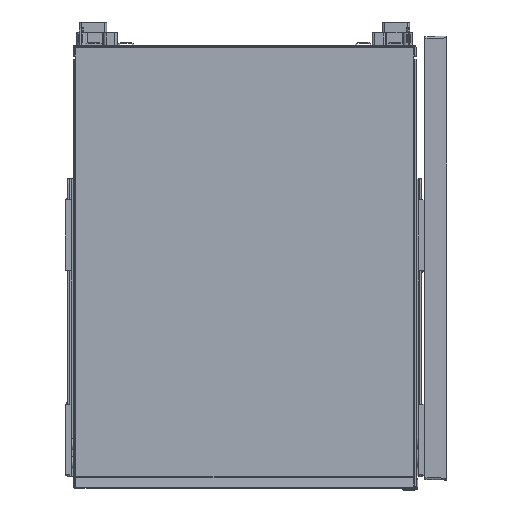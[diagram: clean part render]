
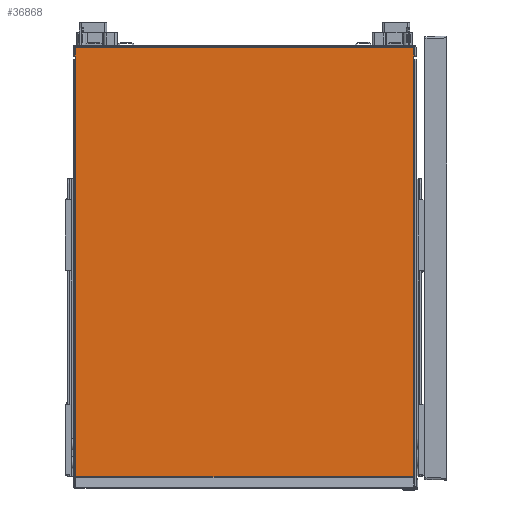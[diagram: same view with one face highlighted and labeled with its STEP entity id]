
A CAD part, top view. The second image highlights one B-rep face of the part: STEP entity #36868.
In plain terms, the highlighted planar face has unit normal (0, 0, 1).
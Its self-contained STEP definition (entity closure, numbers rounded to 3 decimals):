
#1149=PLANE('',#39379);
#2761=FACE_OUTER_BOUND('',#4843,.T.);
#4843=EDGE_LOOP('',(#27967,#27968,#27969,#27970,#27971,#27972,#27973,#27974,
#27975,#27976,#27977,#27978,#27979,#27980));
#6720=LINE('',#52521,#11056);
#6742=LINE('',#52568,#11078);
#7876=LINE('',#57364,#12212);
#7879=LINE('',#57370,#12215);
#7880=LINE('',#57373,#12216);
#7882=LINE('',#57377,#12218);
#7886=LINE('',#57389,#12222);
#7887=LINE('',#57391,#12223);
#7888=LINE('',#57393,#12224);
#7889=LINE('',#57394,#12225);
#7890=LINE('',#57396,#12226);
#7891=LINE('',#57397,#12227);
#11056=VECTOR('',#42167,10.);
#11078=VECTOR('',#42199,10.);
#12212=VECTOR('',#44371,10.);
#12215=VECTOR('',#44376,10.);
#12216=VECTOR('',#44379,10.);
#12218=VECTOR('',#44383,10.);
#12222=VECTOR('',#44403,10.);
#12223=VECTOR('',#44406,10.);
#12224=VECTOR('',#44407,10.);
#12225=VECTOR('',#44408,10.);
#12226=VECTOR('',#44409,10.);
#12227=VECTOR('',#44410,10.);
#15329=CIRCLE('',#38841,1.);
#15332=CIRCLE('',#38847,1.);
#16354=VERTEX_POINT('',#52508);
#16355=VERTEX_POINT('',#52509);
#16359=VERTEX_POINT('',#52519);
#16377=VERTEX_POINT('',#52560);
#16378=VERTEX_POINT('',#52561);
#16379=VERTEX_POINT('',#52566);
#17255=VERTEX_POINT('',#57360);
#17256=VERTEX_POINT('',#57362);
#17257=VERTEX_POINT('',#57366);
#17258=VERTEX_POINT('',#57368);
#17259=VERTEX_POINT('',#57372);
#17260=VERTEX_POINT('',#57376);
#17261=VERTEX_POINT('',#57392);
#17262=VERTEX_POINT('',#57395);
#19924=EDGE_CURVE('',#16354,#16355,#15329,.T.);
#19930=EDGE_CURVE('',#16359,#16354,#6720,.T.);
#19950=EDGE_CURVE('',#16377,#16378,#15332,.T.);
#19954=EDGE_CURVE('',#16379,#16377,#6742,.T.);
#21237=EDGE_CURVE('',#17256,#17255,#7876,.T.);
#21240=EDGE_CURVE('',#17258,#17257,#7879,.T.);
#21241=EDGE_CURVE('',#17259,#16378,#7880,.T.);
#21243=EDGE_CURVE('',#16355,#17260,#7882,.T.);
#21251=EDGE_CURVE('',#17260,#16379,#7886,.T.);
#21252=EDGE_CURVE('',#17255,#16359,#7887,.T.);
#21253=EDGE_CURVE('',#17261,#17256,#7888,.T.);
#21254=EDGE_CURVE('',#17261,#17257,#7889,.T.);
#21255=EDGE_CURVE('',#17262,#17258,#7890,.T.);
#21256=EDGE_CURVE('',#17262,#17259,#7891,.T.);
#27967=ORIENTED_EDGE('',*,*,#19924,.F.);
#27968=ORIENTED_EDGE('',*,*,#19930,.F.);
#27969=ORIENTED_EDGE('',*,*,#21252,.F.);
#27970=ORIENTED_EDGE('',*,*,#21237,.F.);
#27971=ORIENTED_EDGE('',*,*,#21253,.F.);
#27972=ORIENTED_EDGE('',*,*,#21254,.T.);
#27973=ORIENTED_EDGE('',*,*,#21240,.F.);
#27974=ORIENTED_EDGE('',*,*,#21255,.F.);
#27975=ORIENTED_EDGE('',*,*,#21256,.T.);
#27976=ORIENTED_EDGE('',*,*,#21241,.T.);
#27977=ORIENTED_EDGE('',*,*,#19950,.F.);
#27978=ORIENTED_EDGE('',*,*,#19954,.F.);
#27979=ORIENTED_EDGE('',*,*,#21251,.F.);
#27980=ORIENTED_EDGE('',*,*,#21243,.F.);
#36868=ADVANCED_FACE('',(#2761),#1149,.T.);
#38841=AXIS2_PLACEMENT_3D('',#52510,#42157,#42158);
#38847=AXIS2_PLACEMENT_3D('',#52562,#42192,#42193);
#39379=AXIS2_PLACEMENT_3D('',#57390,#44404,#44405);
#42157=DIRECTION('center_axis',(0.,0.,-1.));
#42158=DIRECTION('ref_axis',(-0.707,0.707,0.));
#42167=DIRECTION('',(0.,1.,0.));
#42192=DIRECTION('center_axis',(0.,0.,-1.));
#42193=DIRECTION('ref_axis',(0.707,0.707,0.));
#42199=DIRECTION('',(1.,0.,0.));
#44371=DIRECTION('',(-1.,0.,0.));
#44376=DIRECTION('',(0.,-1.,0.));
#44379=DIRECTION('',(0.,1.,0.));
#44383=DIRECTION('',(1.,0.,0.));
#44403=DIRECTION('',(1.,0.,0.));
#44404=DIRECTION('center_axis',(0.,0.,1.));
#44405=DIRECTION('ref_axis',(1.,0.,0.));
#44406=DIRECTION('',(0.,1.,0.));
#44407=DIRECTION('',(0.,1.,0.));
#44408=DIRECTION('',(1.,0.,0.));
#44409=DIRECTION('',(-1.,0.,0.));
#44410=DIRECTION('',(0.,1.,0.));
#52508=CARTESIAN_POINT('',(-185.25,483.35,1.25));
#52509=CARTESIAN_POINT('',(-184.25,484.35,1.25));
#52510=CARTESIAN_POINT('Origin',(-184.25,483.35,1.25));
#52519=CARTESIAN_POINT('',(-185.25,471.65,1.25));
#52521=CARTESIAN_POINT('',(-185.25,471.65,1.25));
#52560=CARTESIAN_POINT('',(184.25,484.35,1.25));
#52561=CARTESIAN_POINT('',(185.25,483.35,1.25));
#52562=CARTESIAN_POINT('Origin',(184.25,483.35,1.25));
#52566=CARTESIAN_POINT('',(177.55,484.35,1.25));
#52568=CARTESIAN_POINT('',(177.55,484.35,1.25));
#57360=CARTESIAN_POINT('',(-185.25,13.65,1.25));
#57362=CARTESIAN_POINT('',(-172.55,13.65,1.25));
#57364=CARTESIAN_POINT('',(-172.55,13.65,1.25));
#57366=CARTESIAN_POINT('',(172.55,12.4,1.25));
#57368=CARTESIAN_POINT('',(172.55,13.65,1.25));
#57370=CARTESIAN_POINT('',(172.55,13.65,1.25));
#57372=CARTESIAN_POINT('',(185.25,471.65,1.25));
#57373=CARTESIAN_POINT('',(185.25,131.012,1.25));
#57376=CARTESIAN_POINT('',(-177.55,484.35,1.25));
#57377=CARTESIAN_POINT('',(177.55,484.35,1.25));
#57389=CARTESIAN_POINT('',(177.55,484.35,1.25));
#57390=CARTESIAN_POINT('Origin',(0.,248.375,
1.25));
#57391=CARTESIAN_POINT('',(-185.25,471.65,1.25));
#57392=CARTESIAN_POINT('',(-172.55,12.4,1.25));
#57393=CARTESIAN_POINT('',(-172.55,9.9,1.25));
#57394=CARTESIAN_POINT('',(86.275,12.4,1.25));
#57395=CARTESIAN_POINT('',(185.25,13.65,1.25));
#57396=CARTESIAN_POINT('',(187.75,13.65,1.25));
#57397=CARTESIAN_POINT('',(185.25,131.012,1.25));
